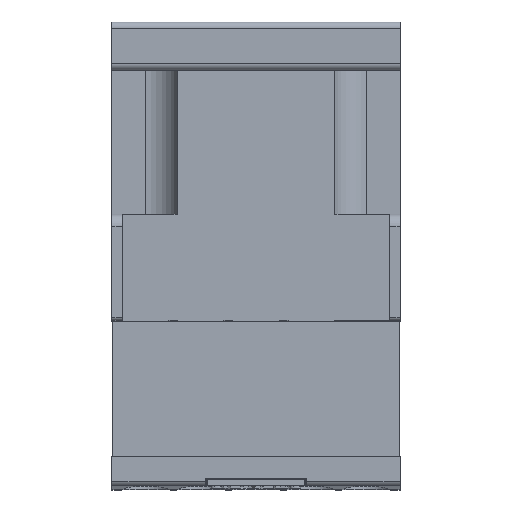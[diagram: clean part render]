
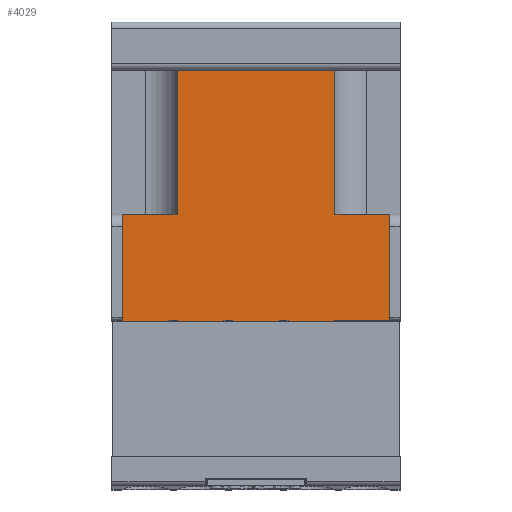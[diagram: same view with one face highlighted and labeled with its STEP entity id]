
A CAD part, top view. The second image highlights one B-rep face of the part: STEP entity #4029.
In plain terms, the highlighted planar face has unit normal (0, 0, 1).
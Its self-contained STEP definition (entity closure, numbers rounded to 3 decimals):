
#2851=VERTEX_POINT('',#8466);
#3039=EDGE_CURVE('',#5395,#7209,#8670,.T.);
#3169=EDGE_CURVE('',#8167,#7315,#8816,.T.);
#3385=EDGE_CURVE('',#5047,#7681,#9058,.T.);
#3515=VERTEX_POINT('',#9198);
#3517=EDGE_CURVE('',#4455,#3515,#9200,.T.);
#3569=EDGE_CURVE('',#6665,#6691,#9256,.T.);
#3587=EDGE_CURVE('',#8033,#5699,#9275,.T.);
#4029=ADVANCED_FACE('',(#9772),#9773,.T.);
#4061=EDGE_CURVE('',#4455,#8021,#9806,.T.);
#4421=EDGE_CURVE('',#7087,#6861,#10201,.T.);
#4455=VERTEX_POINT('',#10238);
#4629=VERTEX_POINT('',#10427);
#4655=EDGE_CURVE('',#6861,#6665,#10454,.T.);
#5033=EDGE_CURVE('',#6149,#6975,#10862,.T.);
#5047=VERTEX_POINT('',#10880);
#5299=VERTEX_POINT('',#11150);
#5355=VERTEX_POINT('',#11209);
#5395=VERTEX_POINT('',#11256);
#5451=EDGE_CURVE('',#7315,#2851,#11317,.T.);
#5535=EDGE_CURVE('',#4629,#8033,#11406,.T.);
#5681=EDGE_CURVE('',#6691,#5395,#11565,.T.);
#5699=VERTEX_POINT('',#11583);
#5849=EDGE_CURVE('',#2851,#6045,#11746,.T.);
#6045=VERTEX_POINT('',#11959);
#6149=VERTEX_POINT('',#12070);
#6327=EDGE_CURVE('',#5355,#8167,#12261,.T.);
#6665=VERTEX_POINT('',#12637);
#6691=VERTEX_POINT('',#12663);
#6861=VERTEX_POINT('',#12850);
#6969=EDGE_CURVE('',#8021,#4629,#12971,.T.);
#6975=VERTEX_POINT('',#12977);
#7027=EDGE_CURVE('',#7681,#3515,#13033,.T.);
#7087=VERTEX_POINT('',#13098);
#7153=EDGE_CURVE('',#5047,#7209,#13172,.T.);
#7209=VERTEX_POINT('',#13234);
#7315=VERTEX_POINT('',#13358);
#7371=VERTEX_POINT('',#13417);
#7681=VERTEX_POINT('',#13754);
#7733=EDGE_CURVE('',#6975,#5299,#13812,.T.);
#7781=EDGE_CURVE('',#5699,#6149,#13865,.T.);
#7783=EDGE_CURVE('',#7371,#7087,#13867,.T.);
#7943=EDGE_CURVE('',#5299,#5355,#14047,.T.);
#8021=VERTEX_POINT('',#14133);
#8029=EDGE_CURVE('',#6045,#7371,#14141,.T.);
#8033=VERTEX_POINT('',#14145);
#8167=VERTEX_POINT('',#14289);
#8466=CARTESIAN_POINT('',(-3.6,-46.6,-4.75));
#8670=LINE('',#14947,#14948);
#8816=LINE('',#15147,#15148);
#9058=LINE('',#15495,#15496);
#9198=CARTESIAN_POINT('',(12.33,-7.5,-4.75));
#9200=LINE('',#15687,#15688);
#9256=LINE('',#15801,#15802);
#9275=LINE('',#15831,#15832);
#9772=FACE_OUTER_BOUND('',#16531,.T.);
#9773=PLANE('',#16532);
#9806=LINE('',#16583,#16584);
#10201=LINE('',#17162,#17163);
#10238=CARTESIAN_POINT('',(-12.33,-7.5,-4.75));
#10427=CARTESIAN_POINT('',(-20.9,-30.,-4.75));
#10454=LINE('',#17503,#17504);
#10862=LINE('',#18098,#18099);
#10880=CARTESIAN_POINT('',(20.9,-30.,-4.75));
#11150=CARTESIAN_POINT('',(-12.2,-46.6,-4.75));
#11209=CARTESIAN_POINT('',(-12.2,-46.8,-4.75));
#11256=CARTESIAN_POINT('',(12.3,-46.6,-4.75));
#11317=LINE('',#18747,#18748);
#11406=LINE('',#18879,#18880);
#11565=LINE('',#19099,#19100);
#11583=CARTESIAN_POINT('',(-20.9,-46.8,-4.75));
#11746=LINE('',#19369,#19370);
#11959=CARTESIAN_POINT('',(-3.6,-46.8,-4.75));
#12070=CARTESIAN_POINT('',(-13.6,-46.8,-4.75));
#12261=LINE('',#20126,#20127);
#12637=CARTESIAN_POINT('',(5.,-46.8,-4.75));
#12663=CARTESIAN_POINT('',(12.3,-46.8,-4.75));
#12850=CARTESIAN_POINT('',(5.,-46.6,-4.75));
#12971=LINE('',#21133,#21134);
#12977=CARTESIAN_POINT('',(-13.6,-46.6,-4.75));
#13033=LINE('',#21221,#21222);
#13098=CARTESIAN_POINT('',(3.6,-46.6,-4.75));
#13172=LINE('',#21414,#21415);
#13234=CARTESIAN_POINT('',(20.9,-46.6,-4.75));
#13358=CARTESIAN_POINT('',(-5.,-46.6,-4.75));
#13417=CARTESIAN_POINT('',(3.6,-46.8,-4.75));
#13754=CARTESIAN_POINT('',(12.33,-30.0,-4.75));
#13812=LINE('',#22406,#22407);
#13865=LINE('',#22480,#22481);
#13867=LINE('',#22484,#22485);
#14047=LINE('',#22737,#22738);
#14133=CARTESIAN_POINT('',(-12.33,-30.0,-4.75));
#14141=LINE('',#22863,#22864);
#14145=CARTESIAN_POINT('',(-20.9,-46.6,-4.75));
#14289=CARTESIAN_POINT('',(-5.,-46.8,-4.75));
#14947=CARTESIAN_POINT('',(0.,-46.6,-4.75));
#14948=VECTOR('',#23710,1.0);
#15147=CARTESIAN_POINT('',(-5.,-38.3,-4.75));
#15148=VECTOR('',#23879,1.0);
#15495=CARTESIAN_POINT('',(-11.25,-30.0,-4.75));
#15496=VECTOR('',#24185,1.0);
#15687=CARTESIAN_POINT('',(-22.5,-7.5,-4.75));
#15688=VECTOR('',#24324,1.0);
#15801=CARTESIAN_POINT('',(-11.25,-46.8,-4.75));
#15802=VECTOR('',#24373,1.0);
#15831=CARTESIAN_POINT('',(-20.9,-42.35,-4.75));
#15832=VECTOR('',#24390,1.0);
#16531=EDGE_LOOP('',(#25060,#25061,#25062,#25063,#25064,#25065,#25066,#25067,#25068,#25069,#25070,#25071,#25072,#25073,#25074,#25075,#25076,#25077,#25078,#25079,#25080,#25081,#25082));
#16532=AXIS2_PLACEMENT_3D('',#25083,#25084,#25085);
#16583=CARTESIAN_POINT('',(-12.33,-18.75,-4.75));
#16584=VECTOR('',#25105,1.0);
#17162=CARTESIAN_POINT('',(-8.75,-46.6,-4.75));
#17163=VECTOR('',#25588,1.0);
#17503=CARTESIAN_POINT('',(5.,-42.35,-4.75));
#17504=VECTOR('',#25823,1.0);
#18098=CARTESIAN_POINT('',(-13.6,-38.3,-4.75));
#18099=VECTOR('',#26232,1.0);
#18747=CARTESIAN_POINT('',(-13.05,-46.6,-4.75));
#18748=VECTOR('',#26699,1.0);
#18879=CARTESIAN_POINT('',(-20.9,-27.0,-4.75));
#18880=VECTOR('',#26778,1.0);
#19099=CARTESIAN_POINT('',(12.3,-38.3,-4.75));
#19100=VECTOR('',#26951,1.0);
#19369=CARTESIAN_POINT('',(-3.6,-42.35,-4.75));
#19370=VECTOR('',#27143,1.0);
#20126=CARTESIAN_POINT('',(-11.25,-46.8,-4.75));
#20127=VECTOR('',#27626,1.0);
#21133=CARTESIAN_POINT('',(-11.25,-30.0,-4.75));
#21134=VECTOR('',#28421,1.0);
#21221=CARTESIAN_POINT('',(12.33,-18.75,-4.75));
#21222=VECTOR('',#28468,1.0);
#21414=CARTESIAN_POINT('',(20.9,-27.0,-4.75));
#21415=VECTOR('',#28610,1.0);
#22406=CARTESIAN_POINT('',(-17.35,-46.6,-4.75));
#22407=VECTOR('',#29434,1.0);
#22480=CARTESIAN_POINT('',(-11.25,-46.8,-4.75));
#22481=VECTOR('',#29492,1.0);
#22484=CARTESIAN_POINT('',(3.6,-38.3,-4.75));
#22485=VECTOR('',#29493,1.0);
#22737=CARTESIAN_POINT('',(-12.2,-42.35,-4.75));
#22738=VECTOR('',#29725,1.0);
#22863=CARTESIAN_POINT('',(-11.25,-46.8,-4.75));
#22864=VECTOR('',#29839,1.0);
#23710=DIRECTION('',(1.0,0.0,0.0));
#23879=DIRECTION('',(0.0,1.0,0.0));
#24185=DIRECTION('',(-1.0,0.0,0.0));
#24324=DIRECTION('',(1.0,0.0,0.0));
#24373=DIRECTION('',(1.0,0.0,0.0));
#24390=DIRECTION('',(0.0,-1.0,0.0));
#25060=ORIENTED_EDGE('',*,*,#7781,.T.);
#25061=ORIENTED_EDGE('',*,*,#5033,.T.);
#25062=ORIENTED_EDGE('',*,*,#7733,.T.);
#25063=ORIENTED_EDGE('',*,*,#7943,.T.);
#25064=ORIENTED_EDGE('',*,*,#6327,.T.);
#25065=ORIENTED_EDGE('',*,*,#3169,.T.);
#25066=ORIENTED_EDGE('',*,*,#5451,.T.);
#25067=ORIENTED_EDGE('',*,*,#5849,.T.);
#25068=ORIENTED_EDGE('',*,*,#8029,.T.);
#25069=ORIENTED_EDGE('',*,*,#7783,.T.);
#25070=ORIENTED_EDGE('',*,*,#4421,.T.);
#25071=ORIENTED_EDGE('',*,*,#4655,.T.);
#25072=ORIENTED_EDGE('',*,*,#3569,.T.);
#25073=ORIENTED_EDGE('',*,*,#5681,.T.);
#25074=ORIENTED_EDGE('',*,*,#3039,.T.);
#25075=ORIENTED_EDGE('',*,*,#7153,.F.);
#25076=ORIENTED_EDGE('',*,*,#3385,.T.);
#25077=ORIENTED_EDGE('',*,*,#7027,.T.);
#25078=ORIENTED_EDGE('',*,*,#3517,.F.);
#25079=ORIENTED_EDGE('',*,*,#4061,.T.);
#25080=ORIENTED_EDGE('',*,*,#6969,.T.);
#25081=ORIENTED_EDGE('',*,*,#5535,.T.);
#25082=ORIENTED_EDGE('',*,*,#3587,.T.);
#25083=CARTESIAN_POINT('',(-22.5,-30.,-4.75));
#25084=DIRECTION('',(0.0,0.0,1.0));
#25085=DIRECTION('',(0.0,-1.0,0.0));
#25105=DIRECTION('',(0.0,-1.0,0.0));
#25588=DIRECTION('',(1.0,0.0,0.0));
#25823=DIRECTION('',(0.0,-1.0,0.0));
#26232=DIRECTION('',(0.0,1.0,0.0));
#26699=DIRECTION('',(1.0,0.0,0.0));
#26778=DIRECTION('',(0.0,-1.0,0.0));
#26951=DIRECTION('',(0.0,1.0,0.0));
#27143=DIRECTION('',(0.0,-1.0,0.0));
#27626=DIRECTION('',(1.0,0.0,0.0));
#28421=DIRECTION('',(-1.0,0.0,0.0));
#28468=DIRECTION('',(0.0,1.0,0.0));
#28610=DIRECTION('',(0.0,-1.0,0.0));
#29434=DIRECTION('',(1.0,0.0,0.0));
#29492=DIRECTION('',(1.0,0.0,0.0));
#29493=DIRECTION('',(0.0,1.0,0.0));
#29725=DIRECTION('',(0.0,-1.0,0.0));
#29839=DIRECTION('',(1.0,0.0,0.0));
